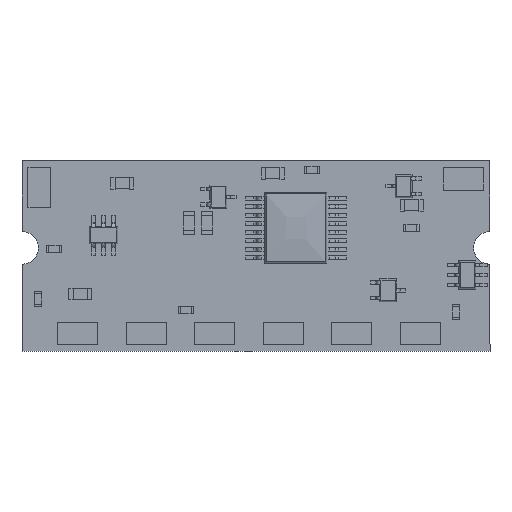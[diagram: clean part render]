
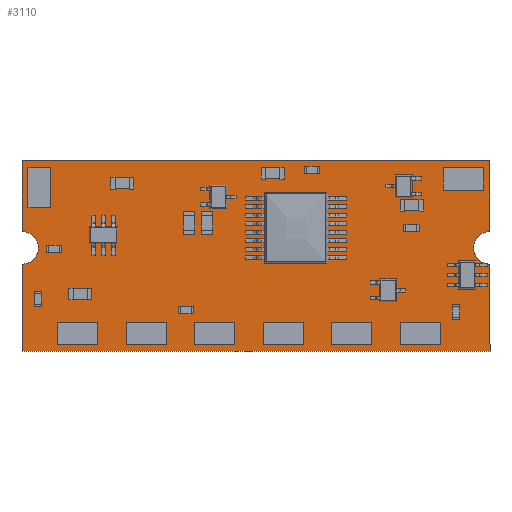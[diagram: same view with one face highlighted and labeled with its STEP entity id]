
A CAD part, front view. The second image highlights one B-rep face of the part: STEP entity #3110.
In plain terms, the highlighted planar face has unit normal (0, -1, 0).
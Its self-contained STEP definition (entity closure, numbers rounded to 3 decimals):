
#148 = VERTEX_POINT ( 'NONE', #15504 ) ;
#1073 = VERTEX_POINT ( 'NONE', #18147 ) ;
#1078 = EDGE_CURVE ( 'NONE', #1079, #148, #18190, .T. ) ;
#1079 = VERTEX_POINT ( 'NONE', #18186 ) ;
#1096 = VERTEX_POINT ( 'NONE', #18228 ) ;
#1427 = EDGE_CURVE ( 'NONE', #1073, #1096, #26544, .T. ) ;
#2445 = ORIENTED_EDGE ( 'NONE', *, *, #16597, .T. ) ;
#2446 = VERTEX_POINT ( 'NONE', #29301 ) ;
#2447 = EDGE_CURVE ( 'NONE', #2449, #1079, #29300, .T. ) ;
#2448 = ORIENTED_EDGE ( 'NONE', *, *, #2450, .F. ) ;
#2449 = VERTEX_POINT ( 'NONE', #29353 ) ;
#2450 = EDGE_CURVE ( 'NONE', #2446, #2449, #29352, .T. ) ;
#2451 = ORIENTED_EDGE ( 'NONE', *, *, #2447, .F. ) ;
#2452 = ORIENTED_EDGE ( 'NONE', *, *, #1078, .F. ) ;
#2453 = ORIENTED_EDGE ( 'NONE', *, *, #2454, .F. ) ;
#2454 = EDGE_CURVE ( 'NONE', #148, #1073, #29348, .T. ) ;
#2457 = EDGE_LOOP ( 'NONE', ( #2458, #2453, #2452, #2451, #2448, #2445, #16598, #16594 ) ) ;
#2458 = ORIENTED_EDGE ( 'NONE', *, *, #1427, .F. ) ;
#3110 = ADVANCED_FACE ( 'NONE', ( #4773 ), #4772, .T. ) ;
#4772 = PLANE ( 'NONE',  #4827 ) ;
#4773 = FACE_OUTER_BOUND ( 'NONE', #2457, .T. ) ;
#4824 = DIRECTION ( 'NONE',  ( 0., 0., -1. ) ) ;
#4825 = DIRECTION ( 'NONE',  ( 0., -1., 0. ) ) ;
#4826 = CARTESIAN_POINT ( 'NONE',  ( -16.5, 0., 0. ) ) ;
#4827 = AXIS2_PLACEMENT_3D ( 'NONE', #4826, #4825, #4824 ) ;
#15504 = CARTESIAN_POINT ( 'NONE',  ( 16.5, 0., -5. ) ) ;
#16593 = EDGE_CURVE ( 'NONE', #1096, #16595, #24016, .T. ) ;
#16594 = ORIENTED_EDGE ( 'NONE', *, *, #16593, .F. ) ;
#16595 = VERTEX_POINT ( 'NONE', #24012 ) ;
#16596 = EDGE_CURVE ( 'NONE', #16595, #16599, #24011, .T. ) ;
#16597 = EDGE_CURVE ( 'NONE', #2446, #16599, #24007, .T. ) ;
#16598 = ORIENTED_EDGE ( 'NONE', *, *, #16596, .F. ) ;
#16599 = VERTEX_POINT ( 'NONE', #24002 ) ;
#18147 = CARTESIAN_POINT ( 'NONE',  ( 16.5, 0., -7.31 ) ) ;
#18186 = CARTESIAN_POINT ( 'NONE',  ( 16.5, 0., 0. ) ) ;
#18187 = DIRECTION ( 'NONE',  ( 0., 0., -1. ) ) ;
#18188 = VECTOR ( 'NONE', #18187, 1000. ) ;
#18189 = CARTESIAN_POINT ( 'NONE',  ( 16.5, 0., 0. ) ) ;
#18190 = LINE ( 'NONE', #18189, #18188 ) ;
#18228 = CARTESIAN_POINT ( 'NONE',  ( 16.5, 0., -13.46 ) ) ;
#24002 = CARTESIAN_POINT ( 'NONE',  ( -16.5, 0., -7.31 ) ) ;
#24003 = DIRECTION ( 'NONE',  ( 0., 0., 1. ) ) ;
#24004 = DIRECTION ( 'NONE',  ( 0., 1., 0. ) ) ;
#24005 = CARTESIAN_POINT ( 'NONE',  ( -16.5, 0., -6.155 ) ) ;
#24006 = AXIS2_PLACEMENT_3D ( 'NONE', #24005, #24004, #24003 ) ;
#24007 = CIRCLE ( 'NONE', #24006, 1.155 ) ;
#24008 = DIRECTION ( 'NONE',  ( 0., 0., 1. ) ) ;
#24009 = VECTOR ( 'NONE', #24008, 1000. ) ;
#24010 = CARTESIAN_POINT ( 'NONE',  ( -16.5, 0., 0. ) ) ;
#24011 = LINE ( 'NONE', #24010, #24009 ) ;
#24012 = CARTESIAN_POINT ( 'NONE',  ( -16.5, 0., -13.46 ) ) ;
#24013 = DIRECTION ( 'NONE',  ( -1., 0., 0. ) ) ;
#24014 = VECTOR ( 'NONE', #24013, 1000. ) ;
#24015 = CARTESIAN_POINT ( 'NONE',  ( -16.5, 0., -13.46 ) ) ;
#24016 = LINE ( 'NONE', #24015, #24014 ) ;
#26540 = DIRECTION ( 'NONE',  ( 0., 0., -1. ) ) ;
#26541 = VECTOR ( 'NONE', #26540, 1000. ) ;
#26542 = CARTESIAN_POINT ( 'NONE',  ( 16.5, 0., 0. ) ) ;
#26544 = LINE ( 'NONE', #26542, #26541 ) ;
#29298 = VECTOR ( 'NONE', #29354, 1000. ) ;
#29299 = CARTESIAN_POINT ( 'NONE',  ( -16.5, 0., 0. ) ) ;
#29300 = LINE ( 'NONE', #29299, #29298 ) ;
#29301 = CARTESIAN_POINT ( 'NONE',  ( -16.5, 0., -5. ) ) ;
#29344 = DIRECTION ( 'NONE',  ( 0., 0., 1. ) ) ;
#29345 = DIRECTION ( 'NONE',  ( 0., -1., 0. ) ) ;
#29346 = CARTESIAN_POINT ( 'NONE',  ( 16.5, 0., -6.155 ) ) ;
#29347 = AXIS2_PLACEMENT_3D ( 'NONE', #29346, #29345, #29344 ) ;
#29348 = CIRCLE ( 'NONE', #29347, 1.155 ) ;
#29349 = DIRECTION ( 'NONE',  ( 0., 0., 1. ) ) ;
#29350 = VECTOR ( 'NONE', #29349, 1000. ) ;
#29351 = CARTESIAN_POINT ( 'NONE',  ( -16.5, 0., 0. ) ) ;
#29352 = LINE ( 'NONE', #29351, #29350 ) ;
#29353 = CARTESIAN_POINT ( 'NONE',  ( -16.5, 0., 0. ) ) ;
#29354 = DIRECTION ( 'NONE',  ( 1., 0., 0. ) ) ;
